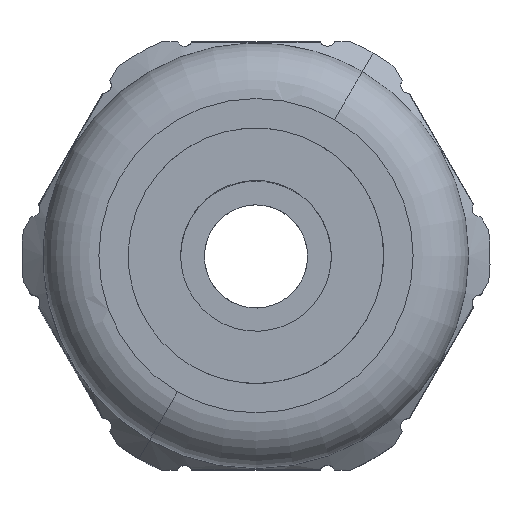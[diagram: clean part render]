
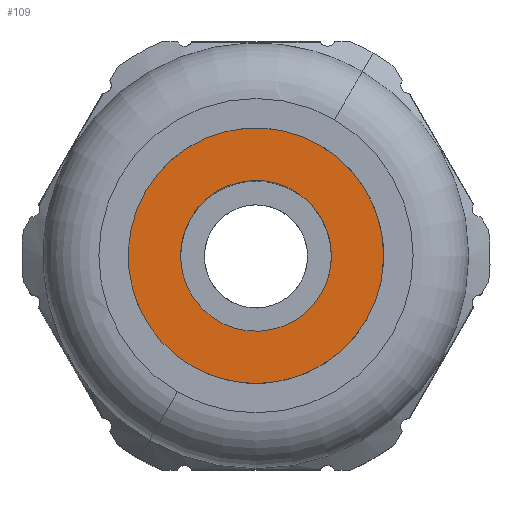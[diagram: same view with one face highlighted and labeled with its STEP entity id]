
A CAD part, top view. The second image highlights one B-rep face of the part: STEP entity #109.
In plain terms, the highlighted planar face has unit normal (0, 0, 1).
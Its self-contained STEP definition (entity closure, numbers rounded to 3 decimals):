
#35=AXIS2_PLACEMENT_3D('Plane Axis2P3D',#32,#33,#34) ;
#39=AXIS2_PLACEMENT_3D('Circle Axis2P3D',#37,#38,$) ;
#48=AXIS2_PLACEMENT_3D('Circle Axis2P3D',#46,#47,$) ;
#32=CARTESIAN_POINT('Axis2P3D Location',(14.75,13.5,22.5)) ;
#37=CARTESIAN_POINT('Axis2P3D Location',(14.75,13.5,22.5)) ;
#41=CARTESIAN_POINT('Vertex',(6.956,18.,22.5)) ;
#43=CARTESIAN_POINT('Vertex',(22.544,9.,22.5)) ;
#46=CARTESIAN_POINT('Axis2P3D Location',(14.75,13.5,22.5)) ;
#56=CARTESIAN_POINT('Control Point',(18.864,11.125,22.5)) ;
#57=CARTESIAN_POINT('Control Point',(18.597,10.663,22.5)) ;
#58=CARTESIAN_POINT('Control Point',(18.265,10.238,22.5)) ;
#59=CARTESIAN_POINT('Control Point',(17.875,9.863,22.5)) ;
#60=CARTESIAN_POINT('Control Point',(17.001,9.232,22.5)) ;
#61=CARTESIAN_POINT('Control Point',(15.986,8.867,22.5)) ;
#62=CARTESIAN_POINT('Control Point',(15.456,8.757,22.5)) ;
#63=CARTESIAN_POINT('Control Point',(14.38,8.689,22.5)) ;
#64=CARTESIAN_POINT('Control Point',(13.327,8.921,22.5)) ;
#65=CARTESIAN_POINT('Control Point',(12.82,9.11,22.5)) ;
#66=CARTESIAN_POINT('Control Point',(11.874,9.626,22.5)) ;
#67=CARTESIAN_POINT('Control Point',(11.106,10.383,22.5)) ;
#68=CARTESIAN_POINT('Control Point',(10.778,10.813,22.5)) ;
#69=CARTESIAN_POINT('Control Point',(10.252,11.754,22.5)) ;
#70=CARTESIAN_POINT('Control Point',(10.005,12.804,22.5)) ;
#71=CARTESIAN_POINT('Control Point',(9.957,13.343,22.5)) ;
#72=CARTESIAN_POINT('Control Point',(10.002,14.199,22.5)) ;
#73=CARTESIAN_POINT('Control Point',(10.233,15.019,22.5)) ;
#74=CARTESIAN_POINT('Control Point',(10.344,15.316,22.5)) ;
#75=CARTESIAN_POINT('Control Point',(10.479,15.602,22.5)) ;
#76=CARTESIAN_POINT('Control Point',(10.636,15.875,22.5)) ;
#77=CARTESIAN_POINT('Vertex',(18.864,11.125,22.5)) ;
#79=CARTESIAN_POINT('Vertex',(10.636,15.875,22.5)) ;
#83=CARTESIAN_POINT('Control Point',(10.636,15.875,22.5)) ;
#84=CARTESIAN_POINT('Control Point',(10.903,16.337,22.5)) ;
#85=CARTESIAN_POINT('Control Point',(11.235,16.762,22.5)) ;
#86=CARTESIAN_POINT('Control Point',(11.625,17.137,22.5)) ;
#87=CARTESIAN_POINT('Control Point',(12.499,17.768,22.5)) ;
#88=CARTESIAN_POINT('Control Point',(13.514,18.133,22.5)) ;
#89=CARTESIAN_POINT('Control Point',(14.044,18.243,22.5)) ;
#90=CARTESIAN_POINT('Control Point',(15.12,18.311,22.5)) ;
#91=CARTESIAN_POINT('Control Point',(16.173,18.079,22.5)) ;
#92=CARTESIAN_POINT('Control Point',(16.68,17.89,22.5)) ;
#93=CARTESIAN_POINT('Control Point',(17.626,17.374,22.5)) ;
#94=CARTESIAN_POINT('Control Point',(18.394,16.617,22.5)) ;
#95=CARTESIAN_POINT('Control Point',(18.722,16.187,22.5)) ;
#96=CARTESIAN_POINT('Control Point',(19.248,15.246,22.5)) ;
#97=CARTESIAN_POINT('Control Point',(19.495,14.196,22.5)) ;
#98=CARTESIAN_POINT('Control Point',(19.543,13.657,22.5)) ;
#99=CARTESIAN_POINT('Control Point',(19.498,12.801,22.5)) ;
#100=CARTESIAN_POINT('Control Point',(19.267,11.981,22.5)) ;
#101=CARTESIAN_POINT('Control Point',(19.156,11.684,22.5)) ;
#102=CARTESIAN_POINT('Control Point',(19.021,11.398,22.5)) ;
#103=CARTESIAN_POINT('Control Point',(18.864,11.125,22.5)) ;
#33=DIRECTION('Axis2P3D Direction',(0.,0.,1.)) ;
#34=DIRECTION('Axis2P3D XDirection',(-0.866,0.5,0.)) ;
#38=DIRECTION('Axis2P3D Direction',(0.,0.,1.)) ;
#47=DIRECTION('Axis2P3D Direction',(0.,0.,1.)) ;
#52=ORIENTED_EDGE('',*,*,#45,.T.) ;
#53=ORIENTED_EDGE('',*,*,#50,.T.) ;
#106=ORIENTED_EDGE('',*,*,#81,.T.) ;
#107=ORIENTED_EDGE('',*,*,#104,.T.) ;
#108=FACE_BOUND('',#105,.T.) ;
#109=ADVANCED_FACE('Hauptkoerper',(#54,#108),#36,.T.) ;
#55=B_SPLINE_CURVE_WITH_KNOTS('',5,(#56,#57,#58,#59,#60,#61,#62,#63,#64,#65,#66,#67,#68,#69,#70,#71,#72,#73,#74,#75,#76),.UNSPECIFIED.,.F.,.U.,(6,3,3,3,3,3,6),(0.,3.775,7.55,11.325,15.099,18.874,21.103),.UNSPECIFIED.) ;
#82=B_SPLINE_CURVE_WITH_KNOTS('',5,(#83,#84,#85,#86,#87,#88,#89,#90,#91,#92,#93,#94,#95,#96,#97,#98,#99,#100,#101,#102,#103),.UNSPECIFIED.,.F.,.U.,(6,3,3,3,3,3,6),(0.,3.775,7.55,11.325,15.099,18.874,21.103),.UNSPECIFIED.) ;
#40=CIRCLE('generated circle',#39,9.) ;
#49=CIRCLE('generated circle',#48,9.) ;
#45=EDGE_CURVE('',#42,#44,#40,.T.) ;
#50=EDGE_CURVE('',#44,#42,#49,.T.) ;
#81=EDGE_CURVE('',#78,#80,#55,.T.) ;
#104=EDGE_CURVE('',#80,#78,#82,.T.) ;
#51=EDGE_LOOP('',(#52,#53)) ;
#105=EDGE_LOOP('',(#106,#107)) ;
#54=FACE_OUTER_BOUND('',#51,.T.) ;
#36=PLANE('',#35) ;
#42=VERTEX_POINT('',#41) ;
#44=VERTEX_POINT('',#43) ;
#78=VERTEX_POINT('',#77) ;
#80=VERTEX_POINT('',#79) ;
